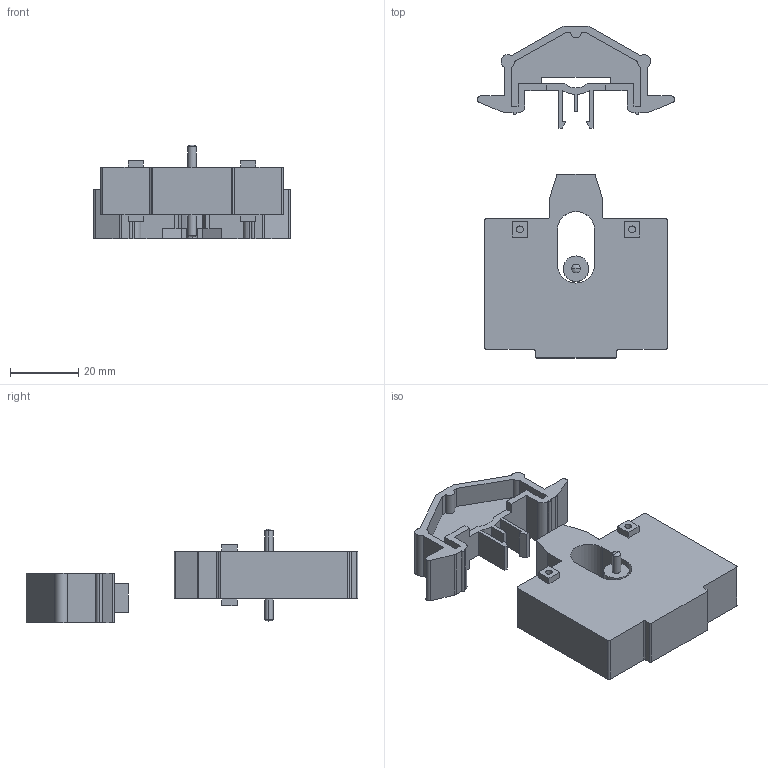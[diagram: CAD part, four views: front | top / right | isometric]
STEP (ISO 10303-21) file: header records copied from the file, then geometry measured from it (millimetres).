
FILE_DESCRIPTION (( 'STEP AP203' ), '1' );
FILE_NAME ('Áëîêèðîâî÷íîå óñòðîéñòâî äî 95À ctr-s-03.STEP', '2016-11-02T14:51:34', ( '' ), ( '' ), 'SwSTEP 2.0', 'SolidWorks 2016', '' );
FILE_SCHEMA (( 'CONFIG_CONTROL_DESIGN' ));
Length unit declared in the file: millimetre
Products named in the file (1): Áëîêèðîâî÷íîå óñòðîéñòâî äî 95À  ctr-s-03
Bounding box: 58 x 97.5 x 27.5 mm (x, y, z)
Volume: 35275.5 mm3; surface area: 14417.4 mm2
Topology: 3 solids, 3 shells, 167 faces, 461 edges, 304 vertices
Faces by surface type: plane 111, cylinder 52, bspline 4
Entity records: 5404 total; most frequent: CARTESIAN_POINT 1001, ORIENTED_EDGE 914, DIRECTION 885, EDGE_CURVE 457, LINE 349, VECTOR 349, VERTEX_POINT 304, AXIS2_PLACEMENT_3D 268
